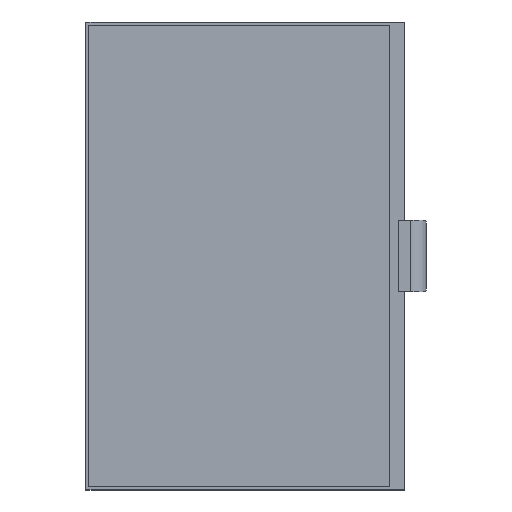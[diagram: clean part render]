
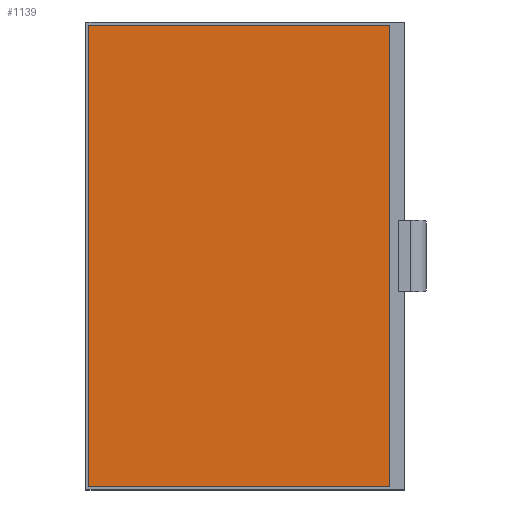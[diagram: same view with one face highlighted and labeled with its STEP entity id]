
A CAD part, top view. The second image highlights one B-rep face of the part: STEP entity #1139.
In plain terms, the highlighted planar face has unit normal (0, 0, 1).
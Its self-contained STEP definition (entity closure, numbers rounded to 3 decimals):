
#101=FACE_OUTER_BOUND('',#169,.T.);
#169=EDGE_LOOP('',(#787,#788,#789,#790));
#243=LINE('',#1608,#365);
#246=LINE('',#1614,#368);
#249=LINE('',#1620,#371);
#252=LINE('',#1624,#374);
#365=VECTOR('',#1325,10.);
#368=VECTOR('',#1330,10.);
#371=VECTOR('',#1335,10.);
#374=VECTOR('',#1340,10.);
#483=VERTEX_POINT('',#1605);
#484=VERTEX_POINT('',#1607);
#486=VERTEX_POINT('',#1613);
#488=VERTEX_POINT('',#1619);
#595=EDGE_CURVE('',#484,#483,#243,.T.);
#598=EDGE_CURVE('',#486,#484,#246,.T.);
#601=EDGE_CURVE('',#488,#486,#249,.T.);
#604=EDGE_CURVE('',#483,#488,#252,.T.);
#787=ORIENTED_EDGE('',*,*,#604,.T.);
#788=ORIENTED_EDGE('',*,*,#601,.T.);
#789=ORIENTED_EDGE('',*,*,#598,.T.);
#790=ORIENTED_EDGE('',*,*,#595,.T.);
#1089=PLANE('',#1226);
#1139=ADVANCED_FACE('',(#101),#1089,.T.);
#1226=AXIS2_PLACEMENT_3D('',#1625,#1341,#1342);
#1325=DIRECTION('',(1.,0.,0.));
#1330=DIRECTION('',(0.,-1.,0.));
#1335=DIRECTION('',(-1.,0.,0.));
#1340=DIRECTION('',(0.,1.,0.));
#1341=DIRECTION('center_axis',(0.,0.,1.));
#1342=DIRECTION('ref_axis',(1.,0.,0.));
#1605=CARTESIAN_POINT('',(4.564,-30.923,4.101));
#1607=CARTESIAN_POINT('',(-35.837,-30.923,4.101));
#1608=CARTESIAN_POINT('',(-35.837,-30.923,4.101));
#1613=CARTESIAN_POINT('',(-35.837,30.917,4.101));
#1614=CARTESIAN_POINT('',(-35.837,30.917,4.101));
#1619=CARTESIAN_POINT('',(4.564,30.917,4.101));
#1620=CARTESIAN_POINT('',(4.564,30.917,4.101));
#1624=CARTESIAN_POINT('',(4.564,-30.923,4.101));
#1625=CARTESIAN_POINT('Origin',(-15.636,-0.003,
4.101));
